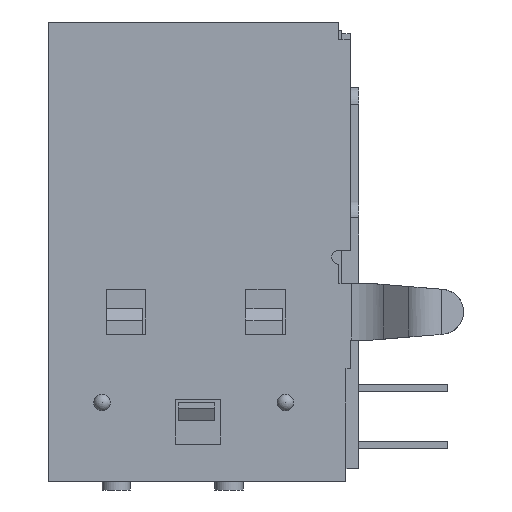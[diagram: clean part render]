
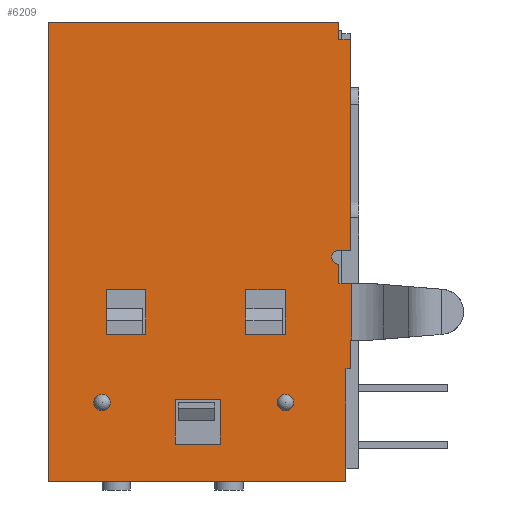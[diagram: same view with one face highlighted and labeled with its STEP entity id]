
A CAD part, left-side view. The second image highlights one B-rep face of the part: STEP entity #6209.
In plain terms, the highlighted planar face has unit normal (-1, 0, 0).
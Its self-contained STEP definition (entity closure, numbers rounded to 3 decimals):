
#115=CIRCLE('',#6584,0.25);
#116=CIRCLE('',#6585,0.292);
#117=CIRCLE('',#6586,0.292);
#235=ORIENTED_EDGE('',*,*,#2075,.T.);
#236=ORIENTED_EDGE('',*,*,#2076,.T.);
#237=ORIENTED_EDGE('',*,*,#2077,.T.);
#238=ORIENTED_EDGE('',*,*,#2078,.T.);
#239=ORIENTED_EDGE('',*,*,#2079,.F.);
#240=ORIENTED_EDGE('',*,*,#2080,.F.);
#241=ORIENTED_EDGE('',*,*,#2081,.F.);
#242=ORIENTED_EDGE('',*,*,#2082,.T.);
#243=ORIENTED_EDGE('',*,*,#2083,.T.);
#244=ORIENTED_EDGE('',*,*,#2084,.F.);
#245=ORIENTED_EDGE('',*,*,#2085,.F.);
#246=ORIENTED_EDGE('',*,*,#2086,.F.);
#247=ORIENTED_EDGE('',*,*,#2087,.F.);
#248=ORIENTED_EDGE('',*,*,#2088,.F.);
#249=ORIENTED_EDGE('',*,*,#2089,.F.);
#250=ORIENTED_EDGE('',*,*,#2090,.F.);
#251=ORIENTED_EDGE('',*,*,#2091,.F.);
#252=ORIENTED_EDGE('',*,*,#2092,.F.);
#253=ORIENTED_EDGE('',*,*,#2093,.F.);
#254=ORIENTED_EDGE('',*,*,#2094,.T.);
#255=ORIENTED_EDGE('',*,*,#2095,.T.);
#256=ORIENTED_EDGE('',*,*,#2096,.T.);
#257=ORIENTED_EDGE('',*,*,#2097,.T.);
#258=ORIENTED_EDGE('',*,*,#2098,.T.);
#259=ORIENTED_EDGE('',*,*,#2099,.T.);
#260=ORIENTED_EDGE('',*,*,#2100,.T.);
#261=ORIENTED_EDGE('',*,*,#2101,.T.);
#262=ORIENTED_EDGE('',*,*,#2102,.T.);
#263=ORIENTED_EDGE('',*,*,#2103,.T.);
#2075=EDGE_CURVE('',#2995,#2996,#3604,.T.);
#2076=EDGE_CURVE('',#2996,#2997,#3605,.T.);
#2077=EDGE_CURVE('',#2997,#2998,#3606,.T.);
#2078=EDGE_CURVE('',#2998,#2995,#3607,.T.);
#2079=EDGE_CURVE('',#2999,#3000,#3608,.T.);
#2080=EDGE_CURVE('',#3001,#2999,#3609,.T.);
#2081=EDGE_CURVE('',#3002,#3001,#3610,.T.);
#2082=EDGE_CURVE('',#3002,#3003,#3611,.T.);
#2083=EDGE_CURVE('',#3003,#3004,#3612,.T.);
#2084=EDGE_CURVE('',#3005,#3004,#3613,.T.);
#2085=EDGE_CURVE('',#3006,#3005,#3614,.T.);
#2086=EDGE_CURVE('',#3007,#3006,#3615,.T.);
#2087=EDGE_CURVE('',#3008,#3007,#3616,.T.);
#2088=EDGE_CURVE('',#3009,#3008,#3617,.T.);
#2089=EDGE_CURVE('',#3010,#3009,#3618,.T.);
#2090=EDGE_CURVE('',#3011,#3010,#3619,.T.);
#2091=EDGE_CURVE('',#3012,#3011,#115,.F.);
#2092=EDGE_CURVE('',#3013,#3012,#3620,.T.);
#2093=EDGE_CURVE('',#3000,#3013,#3621,.T.);
#2094=EDGE_CURVE('',#3014,#3014,#116,.T.);
#2095=EDGE_CURVE('',#3015,#3015,#117,.T.);
#2096=EDGE_CURVE('',#3016,#3017,#3622,.T.);
#2097=EDGE_CURVE('',#3017,#3018,#3623,.T.);
#2098=EDGE_CURVE('',#3018,#3019,#3624,.T.);
#2099=EDGE_CURVE('',#3019,#3016,#3625,.T.);
#2100=EDGE_CURVE('',#3020,#3021,#3626,.T.);
#2101=EDGE_CURVE('',#3021,#3022,#3627,.T.);
#2102=EDGE_CURVE('',#3022,#3023,#3628,.T.);
#2103=EDGE_CURVE('',#3023,#3020,#3629,.T.);
#2995=VERTEX_POINT('',#8799);
#2996=VERTEX_POINT('',#8800);
#2997=VERTEX_POINT('',#8802);
#2998=VERTEX_POINT('',#8804);
#2999=VERTEX_POINT('',#8807);
#3000=VERTEX_POINT('',#8808);
#3001=VERTEX_POINT('',#8810);
#3002=VERTEX_POINT('',#8812);
#3003=VERTEX_POINT('',#8814);
#3004=VERTEX_POINT('',#8816);
#3005=VERTEX_POINT('',#8818);
#3006=VERTEX_POINT('',#8820);
#3007=VERTEX_POINT('',#8822);
#3008=VERTEX_POINT('',#8824);
#3009=VERTEX_POINT('',#8826);
#3010=VERTEX_POINT('',#8828);
#3011=VERTEX_POINT('',#8830);
#3012=VERTEX_POINT('',#8832);
#3013=VERTEX_POINT('',#8834);
#3014=VERTEX_POINT('',#8837);
#3015=VERTEX_POINT('',#8839);
#3016=VERTEX_POINT('',#8841);
#3017=VERTEX_POINT('',#8842);
#3018=VERTEX_POINT('',#8844);
#3019=VERTEX_POINT('',#8846);
#3020=VERTEX_POINT('',#8849);
#3021=VERTEX_POINT('',#8850);
#3022=VERTEX_POINT('',#8852);
#3023=VERTEX_POINT('',#8854);
#3604=LINE('',#8798,#4410);
#3605=LINE('',#8801,#4411);
#3606=LINE('',#8803,#4412);
#3607=LINE('',#8805,#4413);
#3608=LINE('',#8806,#4414);
#3609=LINE('',#8809,#4415);
#3610=LINE('',#8811,#4416);
#3611=LINE('',#8813,#4417);
#3612=LINE('',#8815,#4418);
#3613=LINE('',#8817,#4419);
#3614=LINE('',#8819,#4420);
#3615=LINE('',#8821,#4421);
#3616=LINE('',#8823,#4422);
#3617=LINE('',#8825,#4423);
#3618=LINE('',#8827,#4424);
#3619=LINE('',#8829,#4425);
#3620=LINE('',#8833,#4426);
#3621=LINE('',#8835,#4427);
#3622=LINE('',#8840,#4428);
#3623=LINE('',#8843,#4429);
#3624=LINE('',#8845,#4430);
#3625=LINE('',#8847,#4431);
#3626=LINE('',#8848,#4432);
#3627=LINE('',#8851,#4433);
#3628=LINE('',#8853,#4434);
#3629=LINE('',#8855,#4435);
#4410=VECTOR('',#7067,1000.);
#4411=VECTOR('',#7068,1000.);
#4412=VECTOR('',#7069,1000.);
#4413=VECTOR('',#7070,1000.);
#4414=VECTOR('',#7071,1000.);
#4415=VECTOR('',#7072,1000.);
#4416=VECTOR('',#7073,1000.);
#4417=VECTOR('',#7074,1000.);
#4418=VECTOR('',#7075,1000.);
#4419=VECTOR('',#7076,1000.);
#4420=VECTOR('',#7077,1000.);
#4421=VECTOR('',#7078,1000.);
#4422=VECTOR('',#7079,1000.);
#4423=VECTOR('',#7080,1000.);
#4424=VECTOR('',#7081,1000.);
#4425=VECTOR('',#7082,1000.);
#4426=VECTOR('',#7085,1000.);
#4427=VECTOR('',#7086,1000.);
#4428=VECTOR('',#7091,1000.);
#4429=VECTOR('',#7092,1000.);
#4430=VECTOR('',#7093,1000.);
#4431=VECTOR('',#7094,1000.);
#4432=VECTOR('',#7095,1000.);
#4433=VECTOR('',#7096,1000.);
#4434=VECTOR('',#7097,1000.);
#4435=VECTOR('',#7098,1000.);
#5196=EDGE_LOOP('',(#235,#236,#237,#238));
#5197=EDGE_LOOP('',(#239,#240,#241,#242,#243,#244,#245,#246,#247,#248,#249,
#250,#251,#252,#253));
#5198=EDGE_LOOP('',(#254));
#5199=EDGE_LOOP('',(#255));
#5200=EDGE_LOOP('',(#256,#257,#258,#259));
#5201=EDGE_LOOP('',(#260,#261,#262,#263));
#5566=FACE_BOUND('',#5196,.T.);
#5567=FACE_BOUND('',#5197,.T.);
#5568=FACE_BOUND('',#5198,.T.);
#5569=FACE_BOUND('',#5199,.T.);
#5570=FACE_BOUND('',#5200,.T.);
#5571=FACE_BOUND('',#5201,.T.);
#5931=PLANE('',#6583);
#6209=ADVANCED_FACE('',(#5566,#5567,#5568,#5569,#5570,#5571),#5931,.F.);
#6583=AXIS2_PLACEMENT_3D('',#8797,#7065,#7066);
#6584=AXIS2_PLACEMENT_3D('',#8831,#7083,#7084);
#6585=AXIS2_PLACEMENT_3D('',#8836,#7087,#7088);
#6586=AXIS2_PLACEMENT_3D('',#8838,#7089,#7090);
#7065=DIRECTION('',(1.,0.,0.));
#7066=DIRECTION('',(0.,0.,-1.));
#7067=DIRECTION('',(0.,0.,1.));
#7068=DIRECTION('',(0.,-1.,0.));
#7069=DIRECTION('',(0.,0.,-1.));
#7070=DIRECTION('',(0.,1.,0.));
#7071=DIRECTION('',(0.,-1.,0.));
#7072=DIRECTION('',(0.,0.,-1.));
#7073=DIRECTION('',(0.,-1.,0.));
#7074=DIRECTION('',(0.,0.,-1.));
#7075=DIRECTION('',(0.,-1.,0.));
#7076=DIRECTION('',(0.,0.,-1.));
#7077=DIRECTION('',(0.,1.,0.));
#7078=DIRECTION('',(0.,0.,-1.));
#7079=DIRECTION('',(0.,1.,0.));
#7080=DIRECTION('',(0.,0.,-1.));
#7081=DIRECTION('',(0.,-1.,0.));
#7082=DIRECTION('',(0.,0.,-1.));
#7083=DIRECTION('',(1.,0.,0.));
#7084=DIRECTION('',(0.,0.,-1.));
#7085=DIRECTION('',(0.,1.,0.));
#7086=DIRECTION('',(0.,0.,-1.));
#7087=DIRECTION('',(1.,0.,0.));
#7088=DIRECTION('',(0.,0.,-1.));
#7089=DIRECTION('',(1.,0.,0.));
#7090=DIRECTION('',(0.,0.,-1.));
#7091=DIRECTION('',(0.,0.,1.));
#7092=DIRECTION('',(0.,-1.,0.));
#7093=DIRECTION('',(0.,0.,-1.));
#7094=DIRECTION('',(0.,1.,0.));
#7095=DIRECTION('',(0.,0.,1.));
#7096=DIRECTION('',(0.,-1.,0.));
#7097=DIRECTION('',(0.,0.,-1.));
#7098=DIRECTION('',(0.,1.,0.));
#8797=CARTESIAN_POINT('',(-6.02,10.7,8.15));
#8798=CARTESIAN_POINT('',(-6.02,6.2,-6.82));
#8799=CARTESIAN_POINT('',(-6.02,6.2,-6.82));
#8800=CARTESIAN_POINT('',(-6.02,6.2,-5.25));
#8801=CARTESIAN_POINT('',(-6.02,6.2,-5.25));
#8802=CARTESIAN_POINT('',(-6.02,4.6,-5.25));
#8803=CARTESIAN_POINT('',(-6.02,4.6,-5.25));
#8804=CARTESIAN_POINT('',(-6.02,4.6,-6.82));
#8805=CARTESIAN_POINT('',(-6.02,4.6,-6.82));
#8806=CARTESIAN_POINT('',(-6.02,0.4,7.537));
#8807=CARTESIAN_POINT('',(-6.02,0.4,7.537));
#8808=CARTESIAN_POINT('',(-6.02,0.,7.537));
#8809=CARTESIAN_POINT('',(-6.02,0.4,8.15));
#8810=CARTESIAN_POINT('',(-6.02,0.4,8.15));
#8811=CARTESIAN_POINT('',(-6.02,10.7,8.15));
#8812=CARTESIAN_POINT('',(-6.02,10.7,8.15));
#8813=CARTESIAN_POINT('',(-6.02,10.7,8.15));
#8814=CARTESIAN_POINT('',(-6.02,10.7,-8.15));
#8815=CARTESIAN_POINT('',(-6.02,10.7,-8.15));
#8816=CARTESIAN_POINT('',(-6.02,0.15,-8.15));
#8817=CARTESIAN_POINT('',(-6.02,0.15,8.15));
#8818=CARTESIAN_POINT('',(-6.02,0.15,-4.15));
#8819=CARTESIAN_POINT('',(-6.02,10.7,-4.15));
#8820=CARTESIAN_POINT('',(-6.02,0.,-4.15));
#8821=CARTESIAN_POINT('',(-6.02,0.,8.15));
#8822=CARTESIAN_POINT('',(-6.02,0.,-3.13));
#8823=CARTESIAN_POINT('',(-6.02,10.7,-3.13));
#8824=CARTESIAN_POINT('',(-6.02,-0.058,-3.13));
#8825=CARTESIAN_POINT('',(-6.02,-0.058,8.15));
#8826=CARTESIAN_POINT('',(-6.02,-0.058,-1.13));
#8827=CARTESIAN_POINT('',(-6.02,10.7,-1.13));
#8828=CARTESIAN_POINT('',(-6.02,0.4,-1.13));
#8829=CARTESIAN_POINT('',(-6.02,0.4,8.15));
#8830=CARTESIAN_POINT('',(-6.02,0.4,-0.443));
#8831=CARTESIAN_POINT('',(-6.02,0.4,-0.193));
#8832=CARTESIAN_POINT('',(-6.02,0.4,0.057));
#8833=CARTESIAN_POINT('',(-6.02,10.7,0.057));
#8834=CARTESIAN_POINT('',(-6.02,0.,0.057));
#8835=CARTESIAN_POINT('',(-6.02,0.,8.15));
#8836=CARTESIAN_POINT('',(-6.02,8.8,-5.35));
#8837=CARTESIAN_POINT('',(-6.02,8.8,-5.642));
#8838=CARTESIAN_POINT('',(-6.02,2.3,-5.35));
#8839=CARTESIAN_POINT('',(-6.02,2.3,-5.642));
#8840=CARTESIAN_POINT('',(-6.02,3.7,-2.92));
#8841=CARTESIAN_POINT('',(-6.02,3.7,-2.92));
#8842=CARTESIAN_POINT('',(-6.02,3.7,-1.35));
#8843=CARTESIAN_POINT('',(-6.02,3.7,-1.35));
#8844=CARTESIAN_POINT('',(-6.02,2.3,-1.35));
#8845=CARTESIAN_POINT('',(-6.02,2.3,-1.35));
#8846=CARTESIAN_POINT('',(-6.02,2.3,-2.92));
#8847=CARTESIAN_POINT('',(-6.02,2.3,-2.92));
#8848=CARTESIAN_POINT('',(-6.02,8.65,-2.92));
#8849=CARTESIAN_POINT('',(-6.02,8.65,-2.92));
#8850=CARTESIAN_POINT('',(-6.02,8.65,-1.35));
#8851=CARTESIAN_POINT('',(-6.02,8.65,-1.35));
#8852=CARTESIAN_POINT('',(-6.02,7.25,-1.35));
#8853=CARTESIAN_POINT('',(-6.02,7.25,-1.35));
#8854=CARTESIAN_POINT('',(-6.02,7.25,-2.92));
#8855=CARTESIAN_POINT('',(-6.02,7.25,-2.92));
